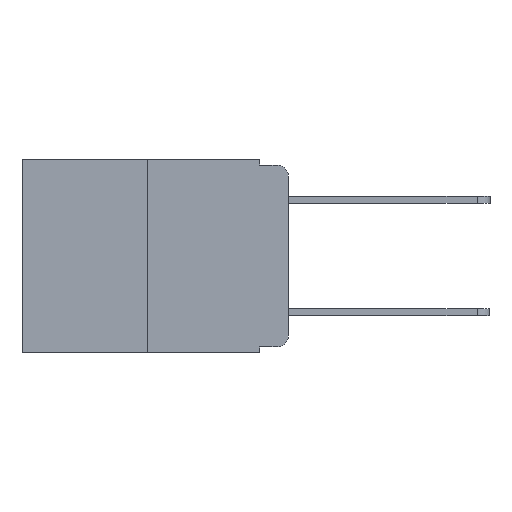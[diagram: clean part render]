
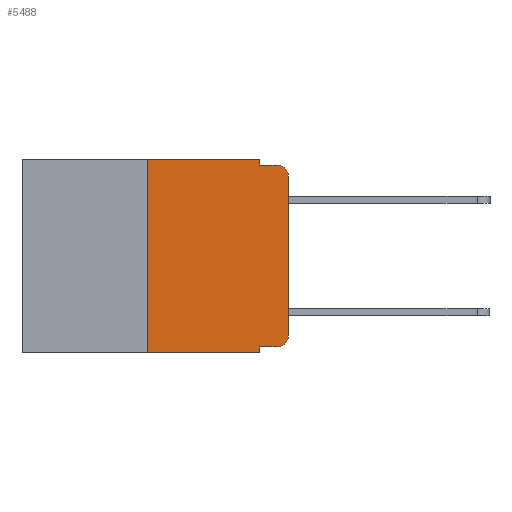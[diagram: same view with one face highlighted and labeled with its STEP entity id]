
A CAD part, left-side view. The second image highlights one B-rep face of the part: STEP entity #5488.
In plain terms, the highlighted planar face has unit normal (-1, 0, 0).
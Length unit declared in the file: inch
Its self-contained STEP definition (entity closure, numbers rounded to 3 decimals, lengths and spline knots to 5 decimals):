
#87 = VERTEX_POINT ( 'NONE', #6105 ) ;
#288 = VERTEX_POINT ( 'NONE', #4245 ) ;
#393 = VERTEX_POINT ( 'NONE', #8589 ) ;
#479 = ORIENTED_EDGE ( 'NONE', *, *, #10829, .F. ) ;
#552 = CARTESIAN_POINT ( 'NONE',  ( 0., 0.051, -0.333 ) ) ;
#582 = CARTESIAN_POINT ( 'NONE',  ( 0., 0.02, -0.03 ) ) ;
#584 = LINE ( 'NONE', #2923, #10910 ) ;
#706 = LINE ( 'NONE', #11690, #8530 ) ;
#729 = ORIENTED_EDGE ( 'NONE', *, *, #1281, .T. ) ;
#993 = DIRECTION ( 'NONE',  ( 0., 0., -1. ) ) ;
#1027 = VECTOR ( 'NONE', #6956, 39.37008 ) ;
#1050 = ORIENTED_EDGE ( 'NONE', *, *, #11233, .T. ) ;
#1281 = EDGE_CURVE ( 'NONE', #288, #7366, #2692, .T. ) ;
#1460 = VECTOR ( 'NONE', #8323, 39.37008 ) ;
#1527 = EDGE_LOOP ( 'NONE', ( #1050, #729, #479, #7973, #6134, #5113, #5818, #4840, #8344, #11453 ) ) ;
#1546 = CARTESIAN_POINT ( 'NONE',  ( 0., 0., -0.313 ) ) ;
#1647 = VECTOR ( 'NONE', #12050, 39.37008 ) ;
#2111 = EDGE_CURVE ( 'NONE', #2141, #9157, #584, .T. ) ;
#2141 = VERTEX_POINT ( 'NONE', #552 ) ;
#2336 = CARTESIAN_POINT ( 'NONE',  ( 0., 0.25, 0. ) ) ;
#2446 = CARTESIAN_POINT ( 'NONE',  ( 0., 0.02, -0.01 ) ) ;
#2692 = CIRCLE ( 'NONE', #5029, 0.02 ) ;
#2701 = CARTESIAN_POINT ( 'NONE',  ( 0., 0.051, 0. ) ) ;
#2923 = CARTESIAN_POINT ( 'NONE',  ( 0., 0.051, -0.333 ) ) ;
#2953 = DIRECTION ( 'NONE',  ( 0., -1., 0. ) ) ;
#3245 = LINE ( 'NONE', #8830, #5912 ) ;
#3392 = VERTEX_POINT ( 'NONE', #2336 ) ;
#3473 = VECTOR ( 'NONE', #4799, 39.37008 ) ;
#3541 = VERTEX_POINT ( 'NONE', #2701 ) ;
#3793 = CIRCLE ( 'NONE', #11891, 0.02 ) ;
#3866 = DIRECTION ( 'NONE',  ( 0., 0., -1. ) ) ;
#3895 = LINE ( 'NONE', #9829, #1027 ) ;
#4082 = CARTESIAN_POINT ( 'NONE',  ( 0., 0.02, -0.333 ) ) ;
#4245 = CARTESIAN_POINT ( 'NONE',  ( 0., 0., -0.03 ) ) ;
#4281 = LINE ( 'NONE', #9311, #1460 ) ;
#4764 = VERTEX_POINT ( 'NONE', #6375 ) ;
#4799 = DIRECTION ( 'NONE',  ( 0., 0., -1. ) ) ;
#4840 = ORIENTED_EDGE ( 'NONE', *, *, #5544, .F. ) ;
#4873 = DIRECTION ( 'NONE',  ( -1., 0., 0. ) ) ;
#5029 = AXIS2_PLACEMENT_3D ( 'NONE', #582, #7939, #993 ) ;
#5113 = ORIENTED_EDGE ( 'NONE', *, *, #8792, .F. ) ;
#5488 = ADVANCED_FACE ( 'NONE', ( #11268 ), #5839, .F. ) ;
#5544 = EDGE_CURVE ( 'NONE', #2141, #4764, #3245, .T. ) ;
#5818 = ORIENTED_EDGE ( 'NONE', *, *, #9753, .T. ) ;
#5839 = PLANE ( 'NONE',  #9715 ) ;
#5912 = VECTOR ( 'NONE', #6891, 39.37008 ) ;
#6105 = CARTESIAN_POINT ( 'NONE',  ( 0., 0.051, -0.01 ) ) ;
#6134 = ORIENTED_EDGE ( 'NONE', *, *, #6724, .F. ) ;
#6375 = CARTESIAN_POINT ( 'NONE',  ( 0., 0.051, -0.343 ) ) ;
#6424 = CARTESIAN_POINT ( 'NONE',  ( 0., 0.473, 0. ) ) ;
#6724 = EDGE_CURVE ( 'NONE', #3392, #3541, #12062, .T. ) ;
#6891 = DIRECTION ( 'NONE',  ( 0., 0., -1. ) ) ;
#6956 = DIRECTION ( 'NONE',  ( 0., -1., 0. ) ) ;
#7366 = VERTEX_POINT ( 'NONE', #2446 ) ;
#7774 = CARTESIAN_POINT ( 'NONE',  ( 0., 0.473, 0. ) ) ;
#7939 = DIRECTION ( 'NONE',  ( -1., 0., 0. ) ) ;
#7973 = ORIENTED_EDGE ( 'NONE', *, *, #8554, .F. ) ;
#8323 = DIRECTION ( 'NONE',  ( 0., 0., 1. ) ) ;
#8344 = ORIENTED_EDGE ( 'NONE', *, *, #2111, .T. ) ;
#8381 = LINE ( 'NONE', #11480, #3473 ) ;
#8530 = VECTOR ( 'NONE', #8851, 39.37008 ) ;
#8554 = EDGE_CURVE ( 'NONE', #3541, #87, #8381, .T. ) ;
#8589 = CARTESIAN_POINT ( 'NONE',  ( 0., 0.25, -0.343 ) ) ;
#8792 = EDGE_CURVE ( 'NONE', #393, #3392, #4281, .T. ) ;
#8830 = CARTESIAN_POINT ( 'NONE',  ( 0., 0.051, 0. ) ) ;
#8851 = DIRECTION ( 'NONE',  ( 0., -1., 0. ) ) ;
#9033 = EDGE_CURVE ( 'NONE', #9157, #10196, #3793, .T. ) ;
#9157 = VERTEX_POINT ( 'NONE', #4082 ) ;
#9311 = CARTESIAN_POINT ( 'NONE',  ( 0., 0.25, 0. ) ) ;
#9715 = AXIS2_PLACEMENT_3D ( 'NONE', #7774, #9722, #3866 ) ;
#9722 = DIRECTION ( 'NONE',  ( 1., 0., 0. ) ) ;
#9742 = CARTESIAN_POINT ( 'NONE',  ( 0., 0., 0. ) ) ;
#9753 = EDGE_CURVE ( 'NONE', #393, #4764, #706, .T. ) ;
#9829 = CARTESIAN_POINT ( 'NONE',  ( 0., 0.051, -0.01 ) ) ;
#10196 = VERTEX_POINT ( 'NONE', #1546 ) ;
#10634 = CARTESIAN_POINT ( 'NONE',  ( 0., 0.02, -0.313 ) ) ;
#10829 = EDGE_CURVE ( 'NONE', #87, #7366, #3895, .T. ) ;
#10910 = VECTOR ( 'NONE', #2953, 39.37008 ) ;
#11233 = EDGE_CURVE ( 'NONE', #10196, #288, #11841, .T. ) ;
#11268 = FACE_OUTER_BOUND ( 'NONE', #1527, .T. ) ;
#11271 = VECTOR ( 'NONE', #11544, 39.37008 ) ;
#11453 = ORIENTED_EDGE ( 'NONE', *, *, #9033, .T. ) ;
#11480 = CARTESIAN_POINT ( 'NONE',  ( 0., 0.051, 0. ) ) ;
#11544 = DIRECTION ( 'NONE',  ( 0., 0., 1. ) ) ;
#11552 = DIRECTION ( 'NONE',  ( 0., 0., -1. ) ) ;
#11690 = CARTESIAN_POINT ( 'NONE',  ( 0., 0.473, -0.343 ) ) ;
#11841 = LINE ( 'NONE', #9742, #11271 ) ;
#11891 = AXIS2_PLACEMENT_3D ( 'NONE', #10634, #4873, #11552 ) ;
#12050 = DIRECTION ( 'NONE',  ( 0., -1., 0. ) ) ;
#12062 = LINE ( 'NONE', #6424, #1647 ) ;
